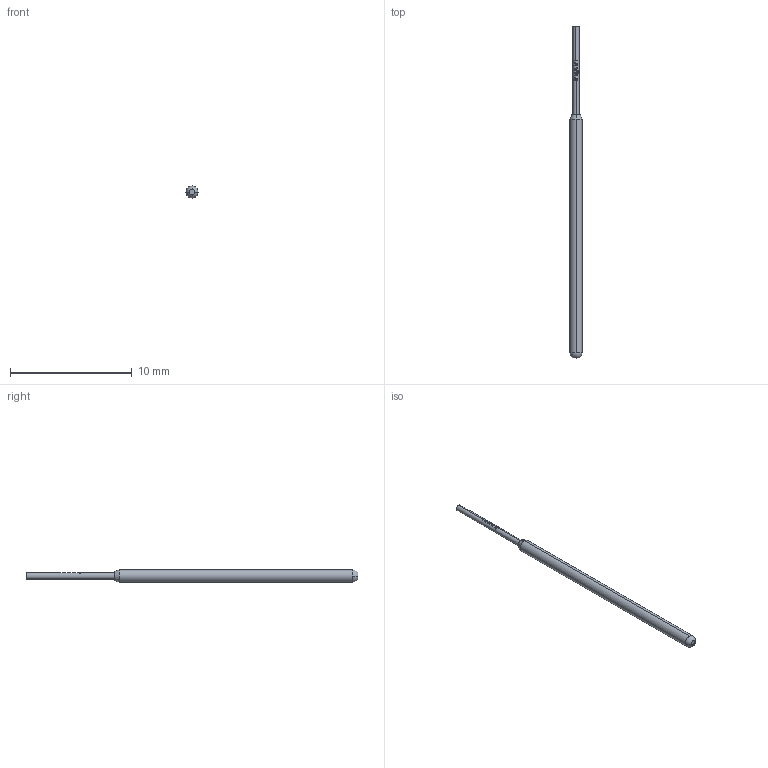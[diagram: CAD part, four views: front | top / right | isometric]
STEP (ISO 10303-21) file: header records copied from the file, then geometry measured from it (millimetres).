
FILE_DESCRIPTION (( 'STEP AP203' ), '1' );
FILE_NAME ('INGUN_GKS-101_302_050_A_xx00.STEP', '2021-11-02T07:43:45', ( 'ochi' ), ( '' ), 'SwSTEP 2.0', 'SolidWorks 2018', '' );
FILE_SCHEMA (( 'CONFIG_CONTROL_DESIGN' ));
Length unit declared in the file: millimetre
Products named in the file (1): INGUN_GKS-101_302_050_A_xx00
Bounding box: 1 x 27.3 x 1 mm (x, y, z)
Volume: 17 mm3; surface area: 75.1 mm2
Topology: 1 solids, 1 shells, 84 faces, 240 edges, 158 vertices
Faces by surface type: plane 33, cylinder 25, bspline 22, cone 2, sphere 2
Entity records: 3582 total; most frequent: CARTESIAN_POINT 1750, ORIENTED_EDGE 476, EDGE_CURVE 238, DIRECTION 192, B_SPLINE_CURVE_WITH_KNOTS 192, VERTEX_POINT 158, EDGE_LOOP 86, ADVANCED_FACE 84
